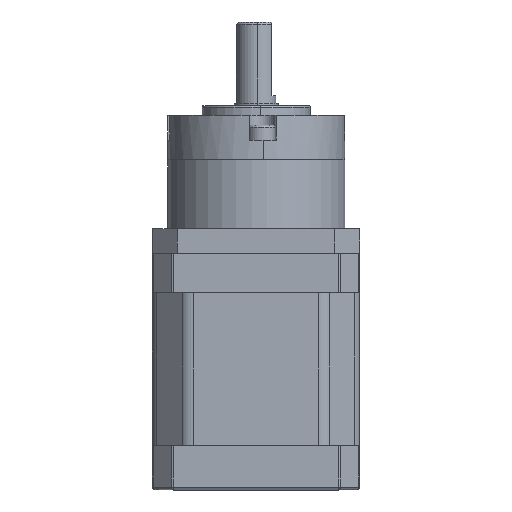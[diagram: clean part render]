
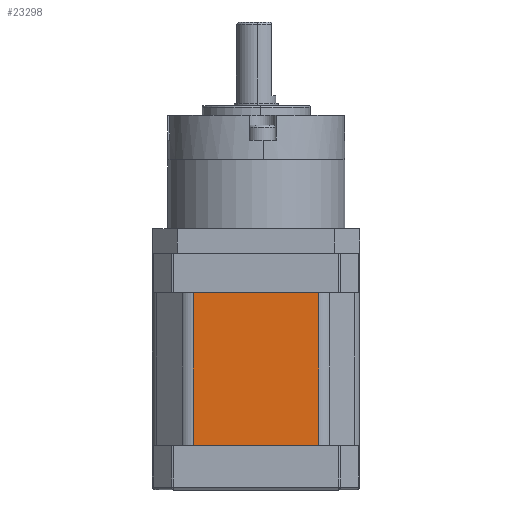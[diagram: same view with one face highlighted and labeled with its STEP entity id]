
A CAD part, top view. The second image highlights one B-rep face of the part: STEP entity #23298.
In plain terms, the highlighted planar face has unit normal (0, 0, 1).
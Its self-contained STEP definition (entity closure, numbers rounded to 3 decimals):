
#271 = VERTEX_POINT ( 'NONE', #2921 ) ;
#1190 = LINE ( 'NONE', #14810, #17071 ) ;
#2634 = FACE_OUTER_BOUND ( 'NONE', #24500, .T. ) ;
#2921 = CARTESIAN_POINT ( 'NONE',  ( 8.243, 31., 0. ) ) ;
#2993 = DIRECTION ( 'NONE',  ( 1., 0., 0. ) ) ;
#3479 = LINE ( 'NONE', #24464, #10086 ) ;
#4098 = AXIS2_PLACEMENT_3D ( 'NONE', #19617, #21508, #19992 ) ;
#4745 = PLANE ( 'NONE',  #4098 ) ;
#5699 = DIRECTION ( 'NONE',  ( 1., 0., 0. ) ) ;
#5919 = CARTESIAN_POINT ( 'NONE',  ( 8.243, 0., 0. ) ) ;
#6460 = ORIENTED_EDGE ( 'NONE', *, *, #23449, .F. ) ;
#7836 = CARTESIAN_POINT ( 'NONE',  ( 33.757, 0., 0. ) ) ;
#7981 = EDGE_CURVE ( 'NONE', #22881, #19781, #1190, .T. ) ;
#8943 = VERTEX_POINT ( 'NONE', #5919 ) ;
#10086 = VECTOR ( 'NONE', #5699, 1000. ) ;
#10470 = VECTOR ( 'NONE', #2993, 1000. ) ;
#12029 = EDGE_CURVE ( 'NONE', #271, #8943, #19389, .T. ) ;
#12314 = ORIENTED_EDGE ( 'NONE', *, *, #12029, .T. ) ;
#12630 = CARTESIAN_POINT ( 'NONE',  ( 33.757, 31., 0. ) ) ;
#12919 = ORIENTED_EDGE ( 'NONE', *, *, #24182, .T. ) ;
#14810 = CARTESIAN_POINT ( 'NONE',  ( 33.757, 31., 0. ) ) ;
#15902 = CARTESIAN_POINT ( 'NONE',  ( 8.243, 31., 0. ) ) ;
#17071 = VECTOR ( 'NONE', #23928, 1000. ) ;
#17262 = ORIENTED_EDGE ( 'NONE', *, *, #7981, .F. ) ;
#18224 = LINE ( 'NONE', #24232, #10470 ) ;
#19389 = LINE ( 'NONE', #15902, #20843 ) ;
#19617 = CARTESIAN_POINT ( 'NONE',  ( 33.757, 31., 0. ) ) ;
#19781 = VERTEX_POINT ( 'NONE', #7836 ) ;
#19992 = DIRECTION ( 'NONE',  ( 0., -1., 0. ) ) ;
#20843 = VECTOR ( 'NONE', #21395, 1000. ) ;
#21395 = DIRECTION ( 'NONE',  ( 0., -1., 0. ) ) ;
#21508 = DIRECTION ( 'NONE',  ( 0., 0., -1. ) ) ;
#22881 = VERTEX_POINT ( 'NONE', #12630 ) ;
#23298 = ADVANCED_FACE ( 'NONE', ( #2634 ), #4745, .F. ) ;
#23449 = EDGE_CURVE ( 'NONE', #271, #22881, #18224, .T. ) ;
#23928 = DIRECTION ( 'NONE',  ( 0., -1., 0. ) ) ;
#24182 = EDGE_CURVE ( 'NONE', #8943, #19781, #3479, .T. ) ;
#24232 = CARTESIAN_POINT ( 'NONE',  ( 33.757, 31., 0. ) ) ;
#24464 = CARTESIAN_POINT ( 'NONE',  ( 33.757, 0., 0. ) ) ;
#24500 = EDGE_LOOP ( 'NONE', ( #12919, #17262, #6460, #12314 ) ) ;
